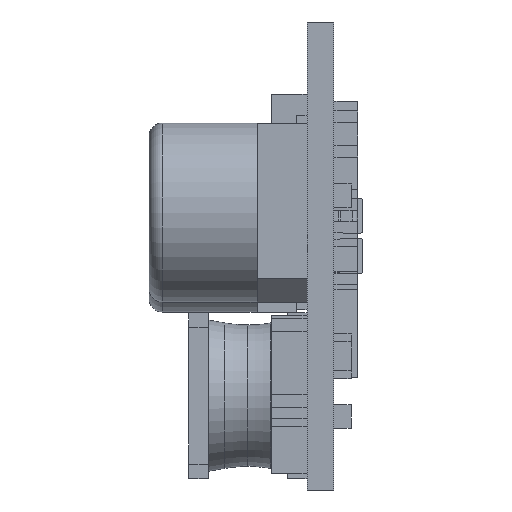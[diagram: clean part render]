
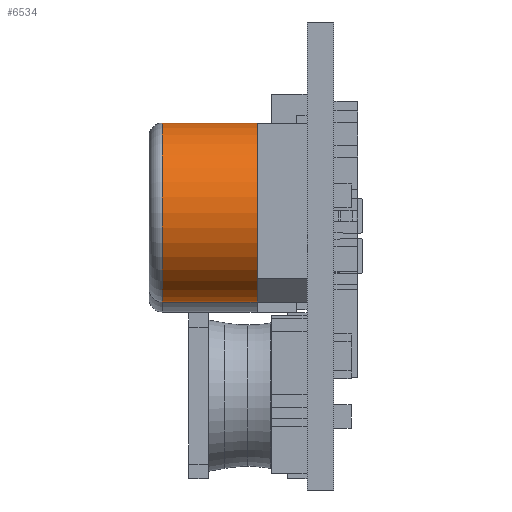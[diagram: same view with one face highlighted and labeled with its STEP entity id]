
A CAD part, left-side view. The second image highlights one B-rep face of the part: STEP entity #6534.
In plain terms, the highlighted cylindrical face has radius 3.4 mm (diameter 6.8 mm), a partial arc.
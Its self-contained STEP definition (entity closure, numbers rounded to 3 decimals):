
#357 = LINE ( 'NONE', #15991, #13700 ) ;
#610 = ORIENTED_EDGE ( 'NONE', *, *, #13681, .T. ) ;
#1254 = CARTESIAN_POINT ( 'NONE',  ( -4.953, 6.52, 5.052 ) ) ;
#1565 = ORIENTED_EDGE ( 'NONE', *, *, #5621, .T. ) ;
#2574 = AXIS2_PLACEMENT_3D ( 'NONE', #3510, #11107, #3601 ) ;
#3075 = EDGE_CURVE ( 'NONE', #12958, #10732, #357, .T. ) ;
#3510 = CARTESIAN_POINT ( 'NONE',  ( -4.953, 6.52, 1.652 ) ) ;
#3601 = DIRECTION ( 'NONE',  ( 0., 0., -1. ) ) ;
#3812 = CARTESIAN_POINT ( 'NONE',  ( -4.953, 22.637, 1.652 ) ) ;
#4299 = DIRECTION ( 'NONE',  ( 0., -1., 0. ) ) ;
#4625 = AXIS2_PLACEMENT_3D ( 'NONE', #3812, #14210, #5182 ) ;
#5019 = CARTESIAN_POINT ( 'NONE',  ( -4.953, 6.52, -1.748 ) ) ;
#5168 = AXIS2_PLACEMENT_3D ( 'NONE', #8569, #10031, #14968 ) ;
#5182 = DIRECTION ( 'NONE',  ( 0., 0., -1. ) ) ;
#5621 = EDGE_CURVE ( 'NONE', #12958, #7727, #5851, .T. ) ;
#5652 = ORIENTED_EDGE ( 'NONE', *, *, #10959, .T. ) ;
#5851 = CIRCLE ( 'NONE', #2574, 3.4 ) ;
#6293 = FACE_OUTER_BOUND ( 'NONE', #14888, .T. ) ;
#6534 = ADVANCED_FACE ( 'NONE', ( #6293 ), #11654, .T. ) ;
#7651 = LINE ( 'NONE', #16828, #13755 ) ;
#7727 = VERTEX_POINT ( 'NONE', #5019 ) ;
#8569 = CARTESIAN_POINT ( 'NONE',  ( -4.953, 2.92, 1.652 ) ) ;
#10031 = DIRECTION ( 'NONE',  ( 0., 1., 0. ) ) ;
#10133 = CARTESIAN_POINT ( 'NONE',  ( -4.953, 2.92, 5.052 ) ) ;
#10732 = VERTEX_POINT ( 'NONE', #10133 ) ;
#10959 = EDGE_CURVE ( 'NONE', #7727, #15007, #7651, .T. ) ;
#11107 = DIRECTION ( 'NONE',  ( 0., -1., 0. ) ) ;
#11654 = CYLINDRICAL_SURFACE ( 'NONE', #4625, 3.4 ) ;
#11719 = DIRECTION ( 'NONE',  ( 0., -1., 0. ) ) ;
#12507 = CIRCLE ( 'NONE', #5168, 3.4 ) ;
#12551 = ORIENTED_EDGE ( 'NONE', *, *, #3075, .F. ) ;
#12958 = VERTEX_POINT ( 'NONE', #1254 ) ;
#13681 = EDGE_CURVE ( 'NONE', #15007, #10732, #12507, .T. ) ;
#13700 = VECTOR ( 'NONE', #4299, 1000. ) ;
#13755 = VECTOR ( 'NONE', #11719, 1000. ) ;
#14210 = DIRECTION ( 'NONE',  ( 0., -1., 0. ) ) ;
#14888 = EDGE_LOOP ( 'NONE', ( #12551, #1565, #5652, #610 ) ) ;
#14968 = DIRECTION ( 'NONE',  ( 0., 0., 1. ) ) ;
#15007 = VERTEX_POINT ( 'NONE', #16456 ) ;
#15991 = CARTESIAN_POINT ( 'NONE',  ( -4.953, 22.637, 5.052 ) ) ;
#16456 = CARTESIAN_POINT ( 'NONE',  ( -4.953, 2.92, -1.748 ) ) ;
#16828 = CARTESIAN_POINT ( 'NONE',  ( -4.953, 22.637, -1.748 ) ) ;
